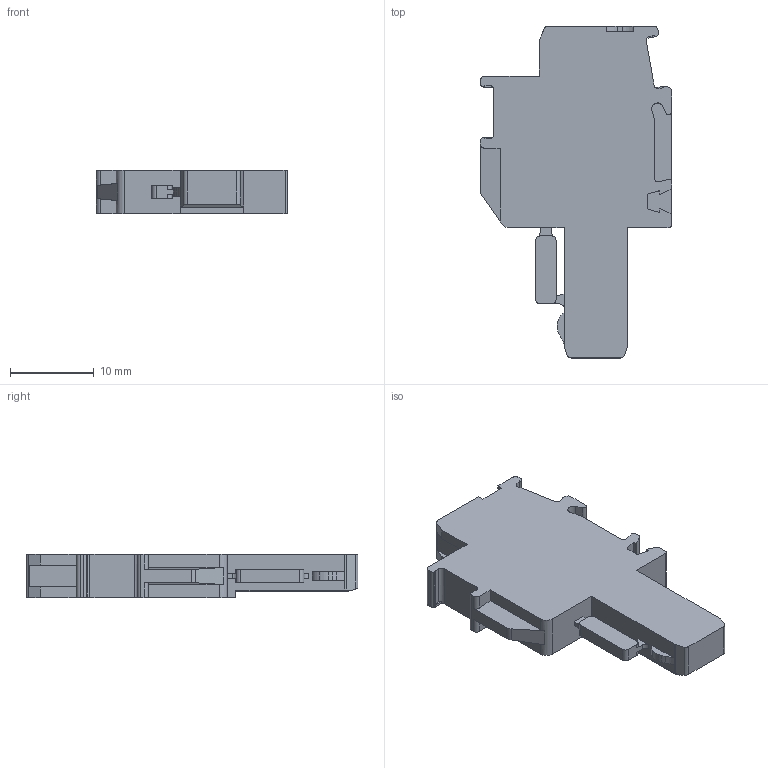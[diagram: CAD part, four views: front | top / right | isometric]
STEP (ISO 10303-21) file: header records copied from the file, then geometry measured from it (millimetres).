
FILE_DESCRIPTION( ( 'STEP AP214' ), '1' );
FILE_NAME( 'DSPB2.5-XP.stp', '2022-12-29T05:12:05', ( ' ' ), ( ' ' ), 'XStep 1.0', ' ', ' ' );
FILE_SCHEMA( ( 'CONFIG_CONTROL_DESIGN) ( )' ) );
Length unit declared in the file: metre
Products named in the file (1): DSPB2.5-1P-D_3
Bounding box: 22.85 x 39.7 x 5.15 mm (x, y, z)
Volume: 2767.9 mm3; surface area: 1989.5 mm2
Topology: 1 solids, 1 shells, 196 faces, 560 edges, 372 vertices
Faces by surface type: plane 123, cylinder 63, revolution 4, cone 4, torus 2
Entity records: 8001 total; most frequent: CARTESIAN_POINT 1156, ORIENTED_EDGE 1120, DIRECTION 1096, EDGE_CURVE 560, LINE 390, VECTOR 390, VERTEX_POINT 372, AXIS2_PLACEMENT_3D 351
